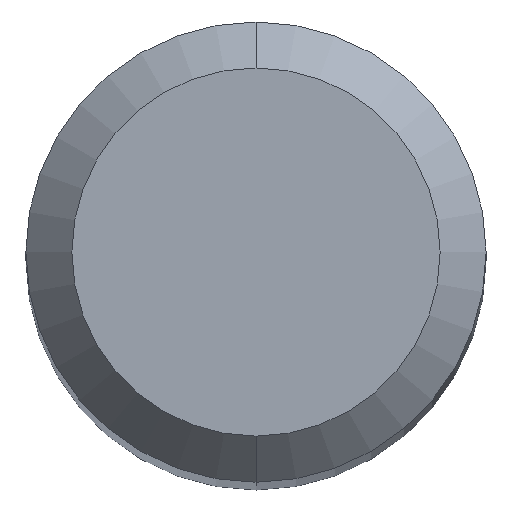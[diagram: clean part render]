
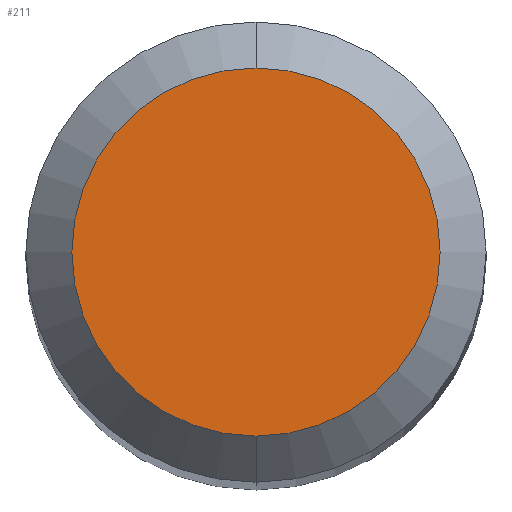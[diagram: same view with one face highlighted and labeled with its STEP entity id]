
A CAD part, top view. The second image highlights one B-rep face of the part: STEP entity #211.
In plain terms, the highlighted planar face has unit normal (0, 0, 1).
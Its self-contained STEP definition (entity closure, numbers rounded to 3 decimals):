
#187=VERTEX_POINT('',#494);
#209=EDGE_CURVE('',#187,#459,#521,.T.);
#211=ADVANCED_FACE('',(#523),#524,.T.);
#443=EDGE_CURVE('',#459,#187,#779,.T.);
#459=VERTEX_POINT('',#796);
#494=CARTESIAN_POINT('',(0.0,1.2,0.0));
#521=CIRCLE('',#872,1.2);
#523=FACE_OUTER_BOUND('',#874,.T.);
#524=PLANE('',#875);
#779=CIRCLE('',#1419,1.2);
#796=CARTESIAN_POINT('',(0.,-1.2,0.0));
#872=AXIS2_PLACEMENT_3D('',#1497,#1498,#1499);
#874=EDGE_LOOP('',(#1501,#1502));
#875=AXIS2_PLACEMENT_3D('',#1503,#1504,#1505);
#1419=AXIS2_PLACEMENT_3D('',#1786,#1787,#1788);
#1497=CARTESIAN_POINT('',(0.0,0.0,0.0));
#1498=DIRECTION('',(0.0,0.0,-1.0));
#1499=DIRECTION('',(0.0,1.0,0.0));
#1501=ORIENTED_EDGE('',*,*,#209,.F.);
#1502=ORIENTED_EDGE('',*,*,#443,.F.);
#1503=CARTESIAN_POINT('',(0.0,0.6,0.0));
#1504=DIRECTION('',(-0.0,0.0,1.0));
#1505=DIRECTION('',(0.0,-1.0,0.0));
#1786=CARTESIAN_POINT('',(0.0,0.0,0.0));
#1787=DIRECTION('',(0.0,0.0,-1.0));
#1788=DIRECTION('',(0.0,1.0,0.0));
